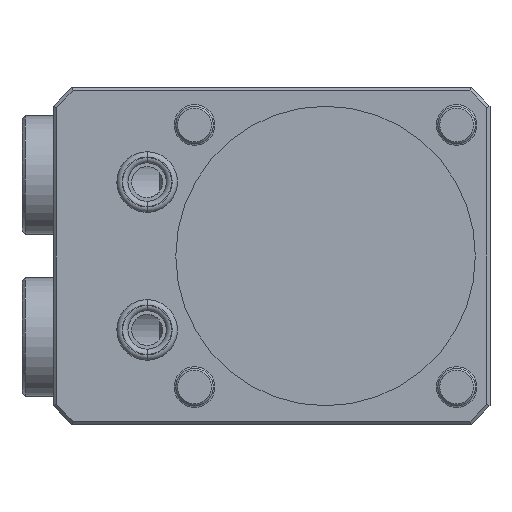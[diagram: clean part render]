
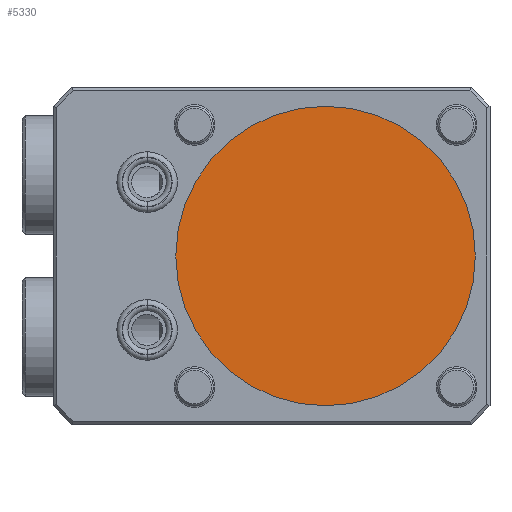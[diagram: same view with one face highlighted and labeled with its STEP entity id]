
A CAD part, front view. The second image highlights one B-rep face of the part: STEP entity #5330.
In plain terms, the highlighted planar face has unit normal (0, -1, 0).
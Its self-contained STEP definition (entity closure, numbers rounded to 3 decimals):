
#635 = CARTESIAN_POINT ( 'NONE',  ( 0., -67.9, 0. ) ) ;
#753 = ORIENTED_EDGE ( 'NONE', *, *, #2237, .T. ) ;
#2074 = CIRCLE ( 'NONE', #9958, 24. ) ;
#2237 = EDGE_CURVE ( 'NONE', #15026, #14352, #14011, .T. ) ;
#4966 = DIRECTION ( 'NONE',  ( 0., 0., -1. ) ) ;
#5330 = ADVANCED_FACE ( 'NONE', ( #9847 ), #8500, .T. ) ;
#6183 = DIRECTION ( 'NONE',  ( 0., -1., 0. ) ) ;
#6368 = ORIENTED_EDGE ( 'NONE', *, *, #15339, .T. ) ;
#7394 = AXIS2_PLACEMENT_3D ( 'NONE', #13307, #6183, #4966 ) ;
#7895 = DIRECTION ( 'NONE',  ( 0., 0., -1. ) ) ;
#8500 = PLANE ( 'NONE',  #7394 ) ;
#8522 = CARTESIAN_POINT ( 'NONE',  ( 0., -67.9, 24. ) ) ;
#9847 = FACE_OUTER_BOUND ( 'NONE', #14130, .T. ) ;
#9958 = AXIS2_PLACEMENT_3D ( 'NONE', #11056, #12044, #14585 ) ;
#10204 = DIRECTION ( 'NONE',  ( 0., -1., 0. ) ) ;
#10421 = CARTESIAN_POINT ( 'NONE',  ( 0., -67.9, -24. ) ) ;
#11056 = CARTESIAN_POINT ( 'NONE',  ( 0., -67.9, 0. ) ) ;
#12044 = DIRECTION ( 'NONE',  ( 0., -1., 0. ) ) ;
#13307 = CARTESIAN_POINT ( 'NONE',  ( 0., -67.9, 0. ) ) ;
#13751 = AXIS2_PLACEMENT_3D ( 'NONE', #635, #10204, #7895 ) ;
#14011 = CIRCLE ( 'NONE', #13751, 24. ) ;
#14130 = EDGE_LOOP ( 'NONE', ( #6368, #753 ) ) ;
#14352 = VERTEX_POINT ( 'NONE', #10421 ) ;
#14585 = DIRECTION ( 'NONE',  ( 0., 0., -1. ) ) ;
#15026 = VERTEX_POINT ( 'NONE', #8522 ) ;
#15339 = EDGE_CURVE ( 'NONE', #14352, #15026, #2074, .T. ) ;
